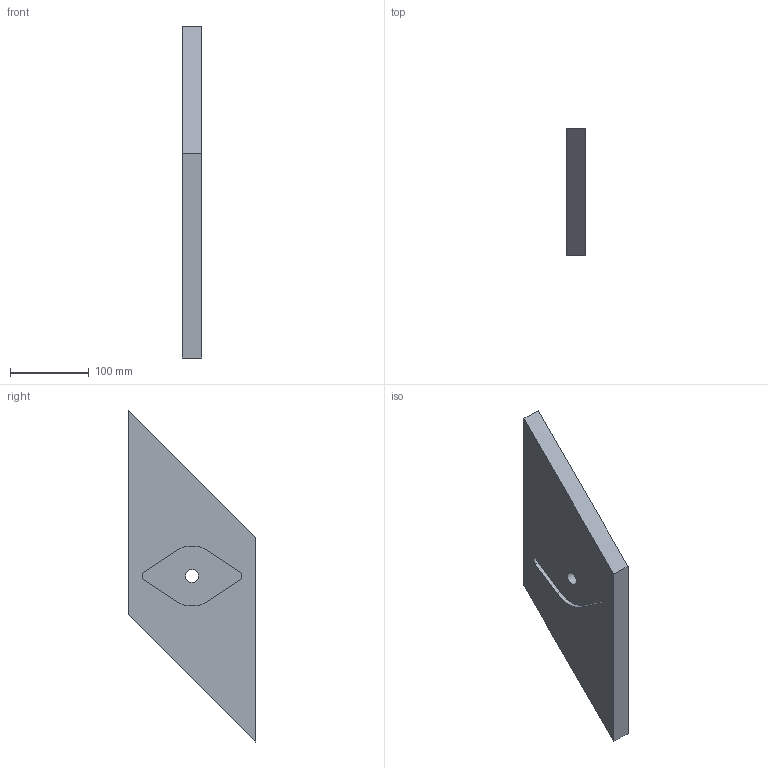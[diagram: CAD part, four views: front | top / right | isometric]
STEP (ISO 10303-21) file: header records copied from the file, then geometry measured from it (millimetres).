
FILE_DESCRIPTION(/* description */ (''),/* implementation_level */ '2;1');
FILE_NAME(/* name */ 'Control Foam 4.step',/* time_stamp */ '2022-10-06T09:42:28-05:00',/* author */ (''),/* organization */ (''),/* preprocessor_version */ 'ST-DEVELOPER v19',/* originating_system */ 'Autodesk Translation Framework v11.7.0.108',/* authorisation */ '');
FILE_SCHEMA (('AUTOMOTIVE_DESIGN { 1 0 10303 214 3 1 1 }'));
Length unit declared in the file: inch
Products named in the file (1): Control Foam 4
Bounding box: 25.4 x 161.64 x 421.99 mm (x, y, z)
Volume: 1034038.2 mm3; surface area: 111181.1 mm2
Topology: 1 solids, 1 shells, 16 faces, 39 edges, 26 vertices
Faces by surface type: plane 11, cylinder 5
Full cylindrical faces by diameter (mm): 16.51 x1
Entity records: 519 total; most frequent: DIRECTION 83, CARTESIAN_POINT 82, ORIENTED_EDGE 78, EDGE_CURVE 39, LINE 29, VECTOR 29, AXIS2_PLACEMENT_3D 27, VERTEX_POINT 26
